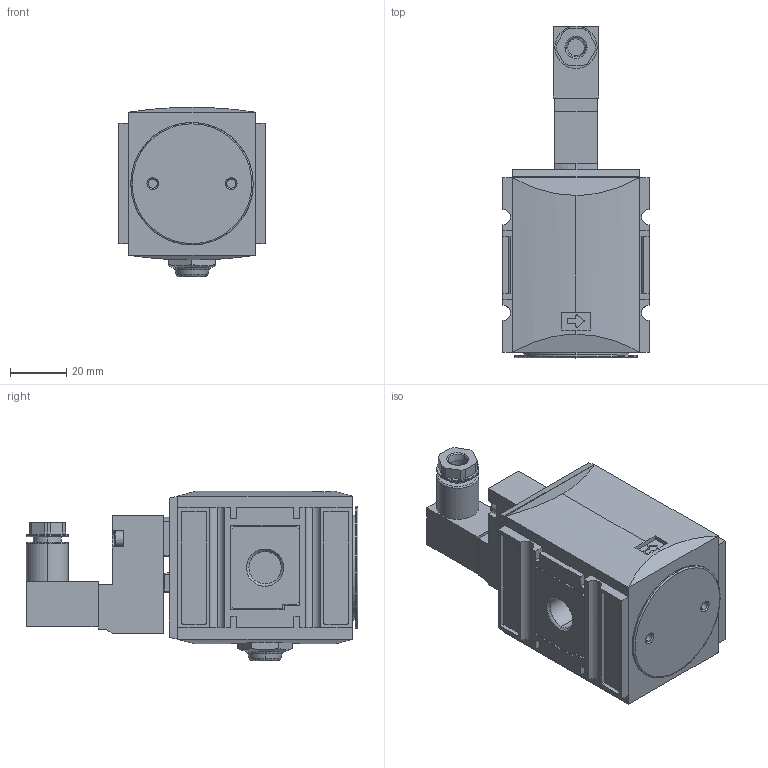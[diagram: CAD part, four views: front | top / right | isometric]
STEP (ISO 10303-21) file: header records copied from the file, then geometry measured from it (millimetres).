
FILE_DESCRIPTION (( 'STEP AP214' ), '1' );
FILE_NAME ('KN-KSOV114_24VDC.STEP', '2018-08-29T11:43:24', ( '' ), ( '' ), 'SwSTEP 2.0', 'SolidWorks 2018', '' );
FILE_SCHEMA (( 'AUTOMOTIVE_DESIGN' ));
Length unit declared in the file: millimetre
Products named in the file (1): KN-KSOV114_24VDC
Bounding box: 52 x 117.89 x 60.1 mm (x, y, z)
Volume: 189954.8 mm3; surface area: 32906.4 mm2
Topology: 2 solids, 2 shells, 435 faces, 1074 edges, 691 vertices
Faces by surface type: plane 255, cylinder 121, cone 32, bspline 27
Entity records: 18656 total; most frequent: CARTESIAN_POINT 3518, ORIENTED_EDGE 2136, DIRECTION 2129, EDGE_CURVE 1068, AXIS2_PLACEMENT_3D 713, LINE 703, VECTOR 703, VERTEX_POINT 688
